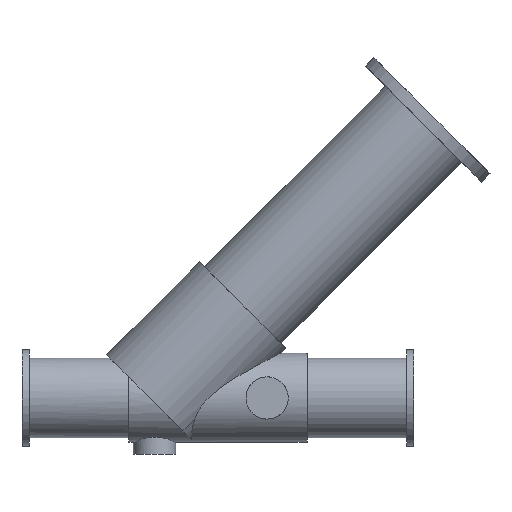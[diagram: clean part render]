
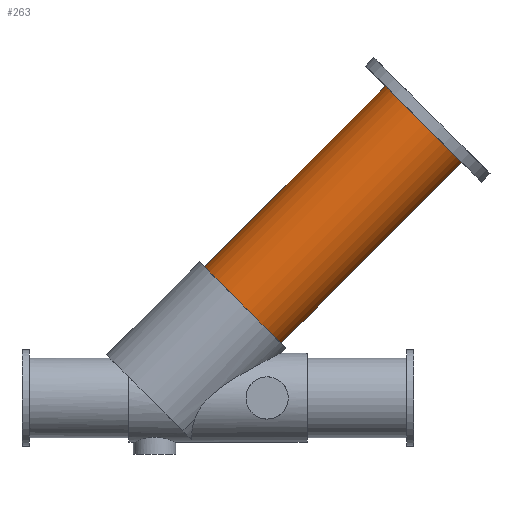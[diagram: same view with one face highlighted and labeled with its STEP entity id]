
A CAD part, front view. The second image highlights one B-rep face of the part: STEP entity #263.
In plain terms, the highlighted cylindrical face has radius 23 mm (diameter 46 mm), a full revolution.
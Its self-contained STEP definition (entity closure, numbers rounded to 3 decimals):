
#51=CIRCLE('',#313,23.);
#52=CIRCLE('',#315,23.);
#96=ORIENTED_EDGE('',*,*,#130,.F.);
#97=ORIENTED_EDGE('',*,*,#129,.T.);
#129=EDGE_CURVE('',#152,#152,#51,.T.);
#130=EDGE_CURVE('',#153,#153,#52,.T.);
#152=VERTEX_POINT('',#545);
#153=VERTEX_POINT('',#548);
#187=EDGE_LOOP('',(#96));
#188=EDGE_LOOP('',(#97));
#226=FACE_BOUND('',#187,.T.);
#227=FACE_BOUND('',#188,.T.);
#245=CYLINDRICAL_SURFACE('',#314,23.);
#263=ADVANCED_FACE('',(#226,#227),#245,.T.);
#313=AXIS2_PLACEMENT_3D('',#544,#389,#390);
#314=AXIS2_PLACEMENT_3D('',#546,#391,#392);
#315=AXIS2_PLACEMENT_3D('',#547,#393,#394);
#389=DIRECTION('',(0.707,0.,0.707));
#390=DIRECTION('',(0.707,0.,-0.707));
#391=DIRECTION('',(-0.707,0.,-0.707));
#392=DIRECTION('',(-0.707,0.,0.707));
#393=DIRECTION('',(0.707,0.,0.707));
#394=DIRECTION('',(0.707,0.,-0.707));
#544=CARTESIAN_POINT('',(10.598,0.,39.598));
#545=CARTESIAN_POINT('',(26.861,0.,23.335));
#546=CARTESIAN_POINT('',(87.716,0.,116.716));
#547=CARTESIAN_POINT('',(87.716,0.,116.716));
#548=CARTESIAN_POINT('',(103.979,0.,100.452));
